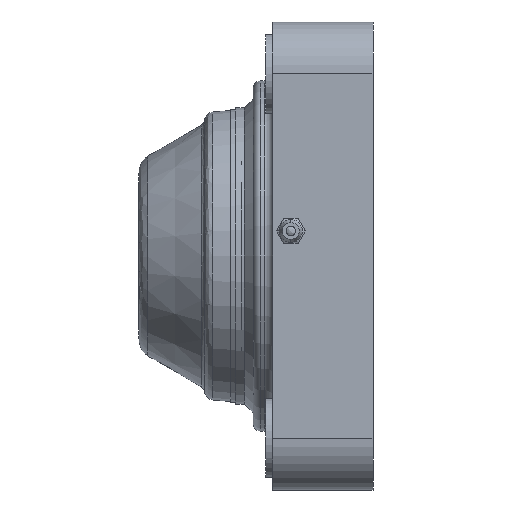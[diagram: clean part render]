
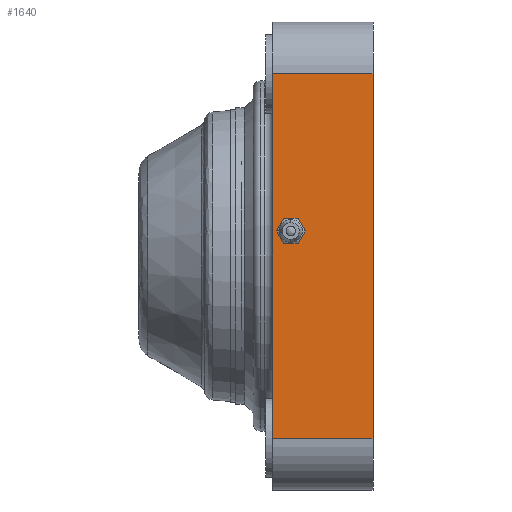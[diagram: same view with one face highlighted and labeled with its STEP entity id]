
A CAD part, left-side view. The second image highlights one B-rep face of the part: STEP entity #1640.
In plain terms, the highlighted planar face has unit normal (-1, 0, 0).
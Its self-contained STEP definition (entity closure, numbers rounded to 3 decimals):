
#294 = EDGE_CURVE ( 'NONE', #2241, #6945, #4118, .T. ) ;
#332 = CARTESIAN_POINT ( 'NONE',  ( -65.5, 0., -51. ) ) ;
#540 = VERTEX_POINT ( 'NONE', #4128 ) ;
#685 = DIRECTION ( 'NONE',  ( 0., 1., 0. ) ) ;
#703 = VECTOR ( 'NONE', #2818, 1000. ) ;
#1068 = ORIENTED_EDGE ( 'NONE', *, *, #2876, .F. ) ;
#1075 = CARTESIAN_POINT ( 'NONE',  ( -65.5, -28., -51. ) ) ;
#1126 = DIRECTION ( 'NONE',  ( 0., 0., 1. ) ) ;
#1640 = ADVANCED_FACE ( 'NONE', ( #8644 ), #1756, .T. ) ;
#1756 = PLANE ( 'NONE',  #3350 ) ;
#2017 = LINE ( 'NONE', #8962, #703 ) ;
#2241 = VERTEX_POINT ( 'NONE', #1075 ) ;
#2818 = DIRECTION ( 'NONE',  ( 0., 1., 0. ) ) ;
#2876 = EDGE_CURVE ( 'NONE', #5383, #540, #8066, .T. ) ;
#3350 = AXIS2_PLACEMENT_3D ( 'NONE', #7284, #6637, #1126 ) ;
#3434 = CARTESIAN_POINT ( 'NONE',  ( -65.5, -28., -51. ) ) ;
#4118 = LINE ( 'NONE', #3434, #4253 ) ;
#4128 = CARTESIAN_POINT ( 'NONE',  ( -65.5, 0., 51. ) ) ;
#4253 = VECTOR ( 'NONE', #7565, 1000. ) ;
#4635 = VECTOR ( 'NONE', #8118, 1000. ) ;
#4777 = CARTESIAN_POINT ( 'NONE',  ( -65.5, -28., -51. ) ) ;
#5383 = VERTEX_POINT ( 'NONE', #332 ) ;
#5626 = ORIENTED_EDGE ( 'NONE', *, *, #8101, .T. ) ;
#6010 = EDGE_CURVE ( 'NONE', #2241, #5383, #7467, .T. ) ;
#6245 = VECTOR ( 'NONE', #685, 1000. ) ;
#6349 = EDGE_LOOP ( 'NONE', ( #1068, #6653, #8251, #5626 ) ) ;
#6447 = CARTESIAN_POINT ( 'NONE',  ( -65.5, -28., 51. ) ) ;
#6637 = DIRECTION ( 'NONE',  ( -1., 0., 0. ) ) ;
#6653 = ORIENTED_EDGE ( 'NONE', *, *, #6010, .F. ) ;
#6697 = CARTESIAN_POINT ( 'NONE',  ( -65.5, 0., -51. ) ) ;
#6945 = VERTEX_POINT ( 'NONE', #6447 ) ;
#7284 = CARTESIAN_POINT ( 'NONE',  ( -65.5, -28., -51. ) ) ;
#7467 = LINE ( 'NONE', #4777, #6245 ) ;
#7565 = DIRECTION ( 'NONE',  ( 0., 0., 1. ) ) ;
#8066 = LINE ( 'NONE', #6697, #4635 ) ;
#8101 = EDGE_CURVE ( 'NONE', #6945, #540, #2017, .T. ) ;
#8118 = DIRECTION ( 'NONE',  ( 0., 0., 1. ) ) ;
#8251 = ORIENTED_EDGE ( 'NONE', *, *, #294, .T. ) ;
#8644 = FACE_OUTER_BOUND ( 'NONE', #6349, .T. ) ;
#8962 = CARTESIAN_POINT ( 'NONE',  ( -65.5, -28., 51. ) ) ;
